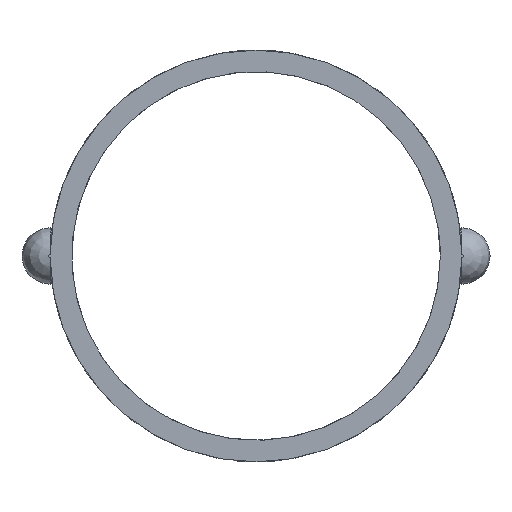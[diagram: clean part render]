
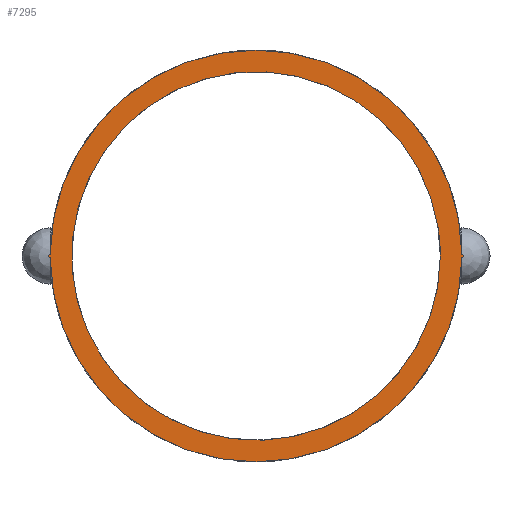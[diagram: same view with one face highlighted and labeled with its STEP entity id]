
A CAD part, front view. The second image highlights one B-rep face of the part: STEP entity #7295.
In plain terms, the highlighted planar face has unit normal (0, -1, 0).
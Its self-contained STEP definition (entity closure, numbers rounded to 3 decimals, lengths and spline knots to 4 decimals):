
#48=FACE_BOUND('',#1486,.T.);
#674=PLANE('',#7827);
#1058=FACE_OUTER_BOUND('',#1485,.T.);
#1485=EDGE_LOOP('',(#6699,#6700,#6701,#6702,#6703,#6704,#6705,#6706));
#1486=EDGE_LOOP('',(#6707,#6708));
#2114=LINE('',#39290,#2670);
#2116=LINE('',#39313,#2672);
#2117=LINE('',#39316,#2673);
#2118=LINE('',#39319,#2674);
#2670=VECTOR('',#9355,0.3937);
#2672=VECTOR('',#9365,0.3937);
#2673=VECTOR('',#9368,0.3937);
#2674=VECTOR('',#9371,0.3937);
#2768=CIRCLE('',#7626,0.615);
#2826=CIRCLE('',#7776,0.615);
#2844=CIRCLE('',#7817,0.5505);
#2845=CIRCLE('',#7818,0.5505);
#2850=CIRCLE('',#7825,0.004);
#2851=CIRCLE('',#7828,0.004);
#3139=VERTEX_POINT('',#10483);
#3140=VERTEX_POINT('',#10494);
#3533=VERTEX_POINT('',#39139);
#3534=VERTEX_POINT('',#39150);
#3571=VERTEX_POINT('',#39279);
#3572=VERTEX_POINT('',#39281);
#3573=VERTEX_POINT('',#39288);
#3574=VERTEX_POINT('',#39306);
#3576=VERTEX_POINT('',#39315);
#3577=VERTEX_POINT('',#39317);
#4000=EDGE_CURVE('',#3139,#3140,#2768,.T.);
#4569=EDGE_CURVE('',#3533,#3534,#2826,.T.);
#4630=EDGE_CURVE('',#3572,#3571,#2844,.T.);
#4631=EDGE_CURVE('',#3571,#3572,#2845,.T.);
#4635=EDGE_CURVE('',#3534,#3573,#2114,.T.);
#4638=EDGE_CURVE('',#3573,#3574,#2850,.T.);
#4640=EDGE_CURVE('',#3574,#3139,#2116,.T.);
#4641=EDGE_CURVE('',#3576,#3533,#2117,.T.);
#4642=EDGE_CURVE('',#3577,#3576,#2851,.T.);
#4643=EDGE_CURVE('',#3140,#3577,#2118,.T.);
#6699=ORIENTED_EDGE('',*,*,#4000,.F.);
#6700=ORIENTED_EDGE('',*,*,#4640,.F.);
#6701=ORIENTED_EDGE('',*,*,#4638,.F.);
#6702=ORIENTED_EDGE('',*,*,#4635,.F.);
#6703=ORIENTED_EDGE('',*,*,#4569,.F.);
#6704=ORIENTED_EDGE('',*,*,#4641,.F.);
#6705=ORIENTED_EDGE('',*,*,#4642,.F.);
#6706=ORIENTED_EDGE('',*,*,#4643,.F.);
#6707=ORIENTED_EDGE('',*,*,#4630,.T.);
#6708=ORIENTED_EDGE('',*,*,#4631,.T.);
#7295=ADVANCED_FACE('',(#1058,#48),#674,.T.);
#7626=AXIS2_PLACEMENT_3D('',#10495,#8687,#8688);
#7776=AXIS2_PLACEMENT_3D('',#39151,#9218,#9219);
#7817=AXIS2_PLACEMENT_3D('',#39282,#9342,#9343);
#7818=AXIS2_PLACEMENT_3D('',#39283,#9344,#9345);
#7825=AXIS2_PLACEMENT_3D('',#39310,#9360,#9361);
#7827=AXIS2_PLACEMENT_3D('',#39314,#9366,#9367);
#7828=AXIS2_PLACEMENT_3D('',#39318,#9369,#9370);
#8687=DIRECTION('center_axis',(0.,1.,0.));
#8688=DIRECTION('ref_axis',(-1.,0.,0.));
#9218=DIRECTION('center_axis',(0.,1.,0.));
#9219=DIRECTION('ref_axis',(-1.,0.,0.));
#9342=DIRECTION('center_axis',(0.,1.,0.));
#9343=DIRECTION('ref_axis',(-1.,0.,0.));
#9344=DIRECTION('center_axis',(0.,1.,0.));
#9345=DIRECTION('ref_axis',(-1.,0.,0.));
#9355=DIRECTION('',(1.,0.,0.));
#9360=DIRECTION('center_axis',(0.,1.,0.));
#9361=DIRECTION('ref_axis',(1.,0.,0.));
#9365=DIRECTION('',(-1.,0.,0.));
#9366=DIRECTION('center_axis',(0.,-1.,0.));
#9367=DIRECTION('ref_axis',(0.,0.,-1.));
#9368=DIRECTION('',(1.,0.,0.));
#9369=DIRECTION('center_axis',(0.,1.,0.));
#9370=DIRECTION('ref_axis',(-1.,0.,0.));
#9371=DIRECTION('',(-1.,0.,0.));
#10483=CARTESIAN_POINT('',(0.615,-2.766,-0.004));
#10494=CARTESIAN_POINT('',(-0.615,-2.766,-0.004));
#10495=CARTESIAN_POINT('Origin',(0.,-2.766,0.));
#39139=CARTESIAN_POINT('',(-0.615,-2.766,0.004));
#39150=CARTESIAN_POINT('',(0.615,-2.766,0.004));
#39151=CARTESIAN_POINT('Origin',(0.,-2.766,0.));
#39279=CARTESIAN_POINT('',(0.5505,-2.766,0.));
#39281=CARTESIAN_POINT('',(0.5441,-2.766,0.084));
#39282=CARTESIAN_POINT('Origin',(0.,-2.766,0.));
#39283=CARTESIAN_POINT('Origin',(0.,-2.766,0.));
#39288=CARTESIAN_POINT('',(0.615,-2.766,0.004));
#39290=CARTESIAN_POINT('',(-0.0193,-2.766,0.004));
#39306=CARTESIAN_POINT('',(0.615,-2.766,-0.004));
#39310=CARTESIAN_POINT('Origin',(0.615,-2.766,0.));
#39313=CARTESIAN_POINT('',(0.0161,-2.766,-0.004));
#39314=CARTESIAN_POINT('Origin',(-0.5828,-2.766,0.));
#39315=CARTESIAN_POINT('',(-0.615,-2.766,0.004));
#39316=CARTESIAN_POINT('',(-0.5989,-2.766,0.004));
#39317=CARTESIAN_POINT('',(-0.615,-2.766,-0.004));
#39318=CARTESIAN_POINT('Origin',(-0.615,-2.766,0.));
#39319=CARTESIAN_POINT('',(-0.5634,-2.766,-0.004));
